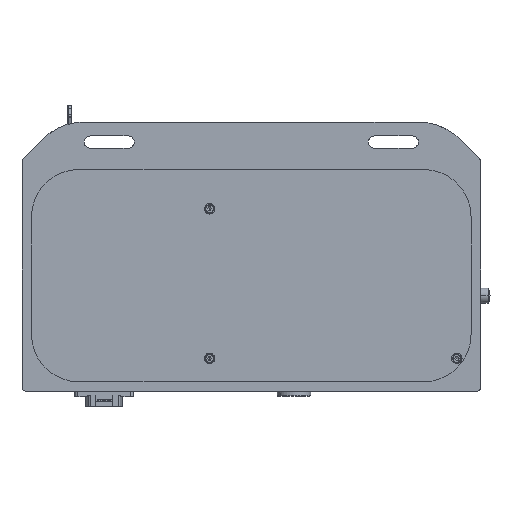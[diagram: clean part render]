
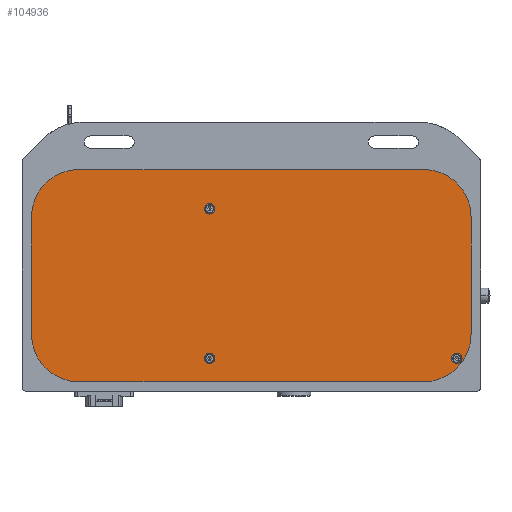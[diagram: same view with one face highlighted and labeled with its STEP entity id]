
A CAD part, front view. The second image highlights one B-rep face of the part: STEP entity #104936.
In plain terms, the highlighted planar face has unit normal (0, -1, 0).
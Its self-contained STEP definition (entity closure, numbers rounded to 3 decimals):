
#7641 = CIRCLE ( 'NONE', #7647, 2.75 ) ;
#7646 = CARTESIAN_POINT ( 'NONE',  ( 99., 3., -104.73 ) ) ;
#7647 = AXIS2_PLACEMENT_3D ( 'NONE', #7646, #8067, #8532 ) ;
#8067 = DIRECTION ( 'NONE',  ( 0., -1., 0. ) ) ;
#8532 = DIRECTION ( 'NONE',  ( -1., 0., 0. ) ) ;
#8537 = CARTESIAN_POINT ( 'NONE',  ( 101.75, 3., -104.73 ) ) ;
#8962 = CARTESIAN_POINT ( 'NONE',  ( 96.25, 3., -104.73 ) ) ;
#9298 = CARTESIAN_POINT ( 'NONE',  ( 101.75, 3., -25.73 ) ) ;
#11268 = CARTESIAN_POINT ( 'NONE',  ( 96.25, 3., -25.73 ) ) ;
#11269 = DIRECTION ( 'NONE',  ( -1., 0., 0. ) ) ;
#11270 = DIRECTION ( 'NONE',  ( 0., -1., 0. ) ) ;
#11271 = CARTESIAN_POINT ( 'NONE',  ( 99., 3., -25.73 ) ) ;
#11272 = AXIS2_PLACEMENT_3D ( 'NONE', #11271, #11270, #11269 ) ;
#11273 = CIRCLE ( 'NONE', #11272, 2.75 ) ;
#14927 = CARTESIAN_POINT ( 'NONE',  ( 232.25, 3., -104.73 ) ) ;
#14986 = CARTESIAN_POINT ( 'NONE',  ( 226.75, 3., -104.73 ) ) ;
#14987 = DIRECTION ( 'NONE',  ( -1., 0., 0. ) ) ;
#14988 = DIRECTION ( 'NONE',  ( 0., -1., 0. ) ) ;
#14989 = CARTESIAN_POINT ( 'NONE',  ( 229.5, 3., -104.73 ) ) ;
#14990 = AXIS2_PLACEMENT_3D ( 'NONE', #14989, #14988, #14987 ) ;
#14991 = CIRCLE ( 'NONE', #14990, 2.75 ) ;
#19357 = DIRECTION ( 'NONE',  ( 0., 0., 1. ) ) ;
#19358 = DIRECTION ( 'NONE',  ( 0., -1., 0. ) ) ;
#19370 = CARTESIAN_POINT ( 'NONE',  ( 30., 3., -30. ) ) ;
#19371 = AXIS2_PLACEMENT_3D ( 'NONE', #19370, #19358, #19357 ) ;
#19372 = CIRCLE ( 'NONE', #19371, 25. ) ;
#86699 = VERTEX_POINT ( 'NONE', #8537 ) ;
#86702 = EDGE_CURVE ( 'NONE', #86699, #86704, #7641, .T. ) ;
#86704 = VERTEX_POINT ( 'NONE', #8962 ) ;
#86941 = VERTEX_POINT ( 'NONE', #9298 ) ;
#87225 = EDGE_CURVE ( 'NONE', #86941, #87228, #11273, .T. ) ;
#87228 = VERTEX_POINT ( 'NONE', #11268 ) ;
#88284 = VERTEX_POINT ( 'NONE', #14927 ) ;
#88290 = EDGE_CURVE ( 'NONE', #88284, #88292, #14991, .T. ) ;
#88292 = VERTEX_POINT ( 'NONE', #14986 ) ;
#104510 = VERTEX_POINT ( 'NONE', #124275 ) ;
#104515 = EDGE_CURVE ( 'NONE', #104510, #104517, #135945, .T. ) ;
#104517 = VERTEX_POINT ( 'NONE', #135937 ) ;
#104563 = EDGE_CURVE ( 'NONE', #104746, #104566, #136057, .T. ) ;
#104566 = VERTEX_POINT ( 'NONE', #136044 ) ;
#104567 = ORIENTED_EDGE ( 'NONE', *, *, #104569, .T. ) ;
#104569 = EDGE_CURVE ( 'NONE', #104566, #104572, #136038, .T. ) ;
#104572 = VERTEX_POINT ( 'NONE', #136020 ) ;
#104573 = ORIENTED_EDGE ( 'NONE', *, *, #104575, .T. ) ;
#104575 = EDGE_CURVE ( 'NONE', #104572, #104577, #136124, .T. ) ;
#104577 = VERTEX_POINT ( 'NONE', #136117 ) ;
#104578 = ORIENTED_EDGE ( 'NONE', *, *, #104580, .T. ) ;
#104580 = EDGE_CURVE ( 'NONE', #104577, #104517, #136090, .T. ) ;
#104582 = ORIENTED_EDGE ( 'NONE', *, *, #104515, .F. ) ;
#104584 = ORIENTED_EDGE ( 'NONE', *, *, #107897, .T. ) ;
#104718 = ORIENTED_EDGE ( 'NONE', *, *, #104720, .F. ) ;
#104720 = EDGE_CURVE ( 'NONE', #86704, #86699, #136624, .T. ) ;
#104722 = ORIENTED_EDGE ( 'NONE', *, *, #86702, .F. ) ;
#104725 = EDGE_LOOP ( 'NONE', ( #104727, #104731 ) ) ;
#104727 = ORIENTED_EDGE ( 'NONE', *, *, #104729, .F. ) ;
#104729 = EDGE_CURVE ( 'NONE', #87228, #86941, #136261, .T. ) ;
#104731 = ORIENTED_EDGE ( 'NONE', *, *, #87225, .F. ) ;
#104734 = EDGE_LOOP ( 'NONE', ( #104736, #104742, #104787, #104567, #104573, #104578, #104582, #104584 ) ) ;
#104736 = ORIENTED_EDGE ( 'NONE', *, *, #104738, .F. ) ;
#104738 = EDGE_CURVE ( 'NONE', #104739, #104741, #136702, .T. ) ;
#104739 = VERTEX_POINT ( 'NONE', #136771 ) ;
#104741 = VERTEX_POINT ( 'NONE', #136754 ) ;
#104742 = ORIENTED_EDGE ( 'NONE', *, *, #104744, .T. ) ;
#104744 = EDGE_CURVE ( 'NONE', #104739, #104746, #136753, .T. ) ;
#104746 = VERTEX_POINT ( 'NONE', #136748 ) ;
#104787 = ORIENTED_EDGE ( 'NONE', *, *, #104563, .T. ) ;
#104936 = ADVANCED_FACE ( 'NONE', ( #137341, #137340, #137339, #137338 ), #137337, .F. ) ;
#104939 = EDGE_LOOP ( 'NONE', ( #104941, #104945 ) ) ;
#104941 = ORIENTED_EDGE ( 'NONE', *, *, #104943, .F. ) ;
#104943 = EDGE_CURVE ( 'NONE', #88292, #88284, #137386, .T. ) ;
#104945 = ORIENTED_EDGE ( 'NONE', *, *, #88290, .F. ) ;
#104948 = EDGE_LOOP ( 'NONE', ( #104718, #104722 ) ) ;
#107897 = EDGE_CURVE ( 'NONE', #104510, #104741, #19372, .T. ) ;
#123251 = DIRECTION ( 'NONE',  ( 0., -1., 0. ) ) ;
#124262 = CARTESIAN_POINT ( 'NONE',  ( 99., 3., -25.73 ) ) ;
#124264 = AXIS2_PLACEMENT_3D ( 'NONE', #124262, #123251, #136725 ) ;
#124275 = CARTESIAN_POINT ( 'NONE',  ( 30., 3., -5. ) ) ;
#135937 = CARTESIAN_POINT ( 'NONE',  ( 212., 3., -5. ) ) ;
#135939 = DIRECTION ( 'NONE',  ( 1., 0., 0. ) ) ;
#135941 = VECTOR ( 'NONE', #135939, 1000. ) ;
#135943 = CARTESIAN_POINT ( 'NONE',  ( 5., 3., -5. ) ) ;
#135945 = LINE ( 'NONE', #135943, #135941 ) ;
#136020 = CARTESIAN_POINT ( 'NONE',  ( 237., 3., -92. ) ) ;
#136032 = DIRECTION ( 'NONE',  ( 0., 0., 1. ) ) ;
#136033 = DIRECTION ( 'NONE',  ( 0., -1., 0. ) ) ;
#136034 = CARTESIAN_POINT ( 'NONE',  ( 212., 3., -92. ) ) ;
#136036 = AXIS2_PLACEMENT_3D ( 'NONE', #136034, #136033, #136032 ) ;
#136038 = CIRCLE ( 'NONE', #136036, 25. ) ;
#136044 = CARTESIAN_POINT ( 'NONE',  ( 212., 3., -117. ) ) ;
#136053 = DIRECTION ( 'NONE',  ( 1., 0., 0. ) ) ;
#136054 = VECTOR ( 'NONE', #136053, 1000. ) ;
#136055 = CARTESIAN_POINT ( 'NONE',  ( 5., 3., -117. ) ) ;
#136057 = LINE ( 'NONE', #136055, #136054 ) ;
#136090 = CIRCLE ( 'NONE', #136148, 25. ) ;
#136117 = CARTESIAN_POINT ( 'NONE',  ( 237., 3., -30. ) ) ;
#136120 = DIRECTION ( 'NONE',  ( 0., 0., 1. ) ) ;
#136121 = VECTOR ( 'NONE', #136120, 1000. ) ;
#136123 = CARTESIAN_POINT ( 'NONE',  ( 237., 3., -117. ) ) ;
#136124 = LINE ( 'NONE', #136123, #136121 ) ;
#136145 = DIRECTION ( 'NONE',  ( 0., 0., 1. ) ) ;
#136146 = DIRECTION ( 'NONE',  ( 0., -1., 0. ) ) ;
#136147 = CARTESIAN_POINT ( 'NONE',  ( 212., 3., -30. ) ) ;
#136148 = AXIS2_PLACEMENT_3D ( 'NONE', #136147, #136146, #136145 ) ;
#136261 = CIRCLE ( 'NONE', #124264, 2.75 ) ;
#136620 = DIRECTION ( 'NONE',  ( -1., 0., 0. ) ) ;
#136621 = DIRECTION ( 'NONE',  ( 0., -1., 0. ) ) ;
#136622 = CARTESIAN_POINT ( 'NONE',  ( 99., 3., -104.73 ) ) ;
#136623 = AXIS2_PLACEMENT_3D ( 'NONE', #136622, #136621, #136620 ) ;
#136624 = CIRCLE ( 'NONE', #136623, 2.75 ) ;
#136697 = DIRECTION ( 'NONE',  ( 0., 0., 1. ) ) ;
#136698 = VECTOR ( 'NONE', #136697, 1000. ) ;
#136701 = CARTESIAN_POINT ( 'NONE',  ( 5., 3., -117. ) ) ;
#136702 = LINE ( 'NONE', #136701, #136698 ) ;
#136725 = DIRECTION ( 'NONE',  ( -1., 0., 0. ) ) ;
#136748 = CARTESIAN_POINT ( 'NONE',  ( 30., 3., -117. ) ) ;
#136749 = DIRECTION ( 'NONE',  ( 0., 0., 1. ) ) ;
#136750 = DIRECTION ( 'NONE',  ( 0., -1., 0. ) ) ;
#136751 = CARTESIAN_POINT ( 'NONE',  ( 30., 3., -92. ) ) ;
#136752 = AXIS2_PLACEMENT_3D ( 'NONE', #136751, #136750, #136749 ) ;
#136753 = CIRCLE ( 'NONE', #136752, 25. ) ;
#136754 = CARTESIAN_POINT ( 'NONE',  ( 5., 3., -30. ) ) ;
#136771 = CARTESIAN_POINT ( 'NONE',  ( 5., 3., -92. ) ) ;
#137327 = CARTESIAN_POINT ( 'NONE',  ( 229.5, 3., -104.73 ) ) ;
#137332 = DIRECTION ( 'NONE',  ( 0., 0., 1. ) ) ;
#137333 = DIRECTION ( 'NONE',  ( 0., 1., 0. ) ) ;
#137335 = CARTESIAN_POINT ( 'NONE',  ( 5., 3., -117. ) ) ;
#137336 = AXIS2_PLACEMENT_3D ( 'NONE', #137335, #137333, #137332 ) ;
#137337 = PLANE ( 'NONE',  #137336 ) ;
#137338 = FACE_OUTER_BOUND ( 'NONE', #104734, .T. ) ;
#137339 = FACE_BOUND ( 'NONE', #104725, .T. ) ;
#137340 = FACE_BOUND ( 'NONE', #104948, .T. ) ;
#137341 = FACE_BOUND ( 'NONE', #104939, .T. ) ;
#137373 = DIRECTION ( 'NONE',  ( -1., 0., 0. ) ) ;
#137374 = DIRECTION ( 'NONE',  ( 0., -1., 0. ) ) ;
#137375 = AXIS2_PLACEMENT_3D ( 'NONE', #137327, #137374, #137373 ) ;
#137386 = CIRCLE ( 'NONE', #137375, 2.75 ) ;
